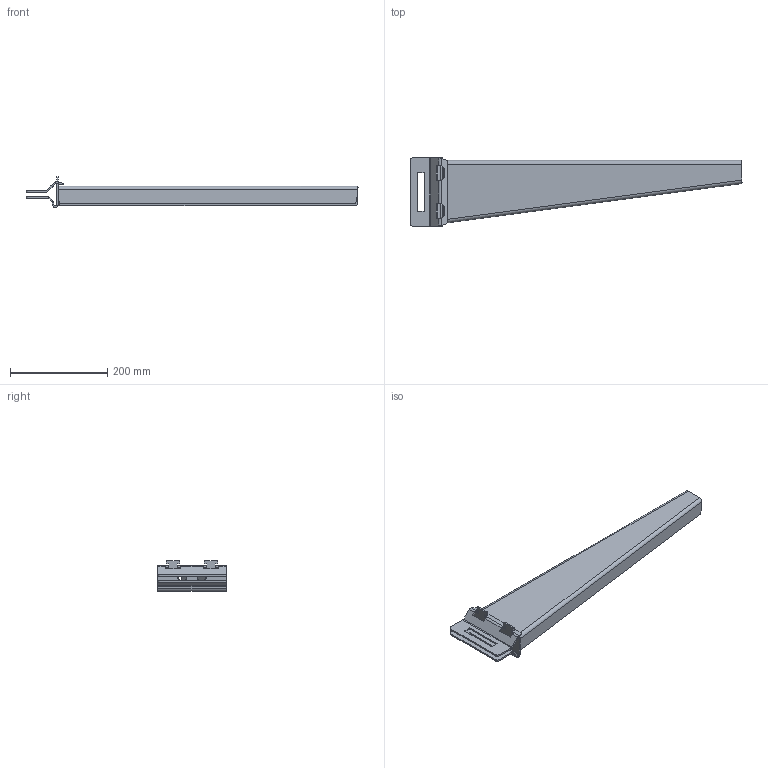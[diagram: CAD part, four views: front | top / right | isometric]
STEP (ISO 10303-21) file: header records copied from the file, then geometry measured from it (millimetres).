
FILE_DESCRIPTION((''),'2;1');
FILE_NAME('721360_ASM','2019-03-19T10:53:19',('tomasz.grudniewski'),(''),'CREO PARAMETRIC BY PTC INC, 2018500','CREO PARAMETRIC BY PTC INC, 2018500','');
FILE_SCHEMA(('CONFIG_CONTROL_DESIGN'));
Length unit declared in the file: millimetre
Products named in the file (4): WWKH600; PODG_WWKH140_Z1; PODG_WWKH140; 721360_ASM
Assembly tree (3 placements, depth 2):
  721360_ASM
    WWKH600
    PODG_WWKH140_Z1
    PODG_WWKH140
Bounding box: 681.36 x 140 x 63.28 mm (x, y, z)
Volume: 439282.5 mm3; surface area: 246328 mm2
Topology: 3 solids, 3 shells, 269 faces, 729 edges, 462 vertices
Faces by surface type: plane 150, cylinder 106, bspline 13
Entity records: 8999 total; most frequent: CARTESIAN_POINT 1988, ORIENTED_EDGE 1458, DIRECTION 1435, EDGE_CURVE 729, VECTOR 497, LINE 497, AXIS2_PLACEMENT_3D 469, VERTEX_POINT 462
